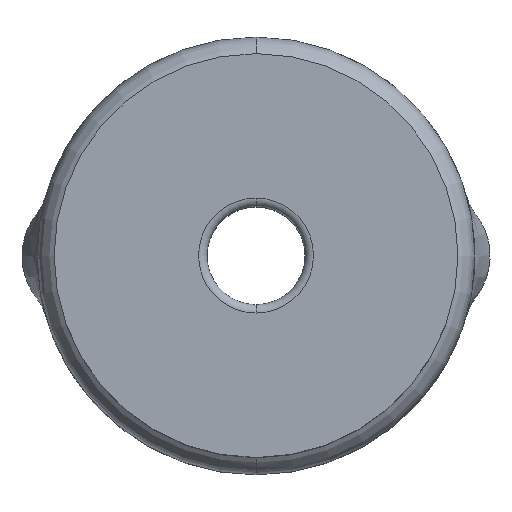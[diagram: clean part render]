
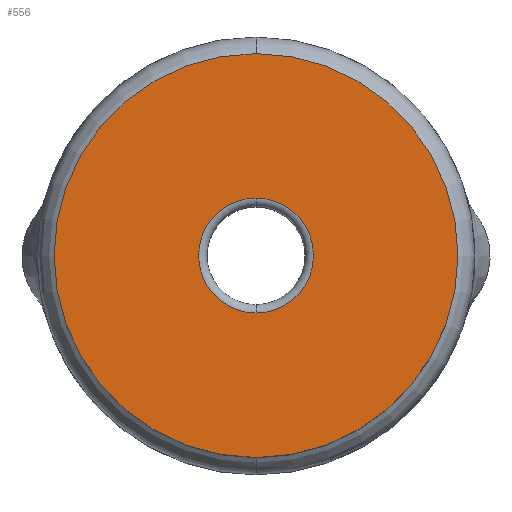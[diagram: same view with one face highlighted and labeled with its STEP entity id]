
A CAD part, top view. The second image highlights one B-rep face of the part: STEP entity #556.
In plain terms, the highlighted planar face has unit normal (0, 0, 1).
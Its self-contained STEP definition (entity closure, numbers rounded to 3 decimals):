
#149 = EDGE_CURVE('',#150,#152,#154,.T.);
#150 = VERTEX_POINT('',#151);
#151 = CARTESIAN_POINT('',(0.,3.4,15.6));
#152 = VERTEX_POINT('',#153);
#153 = CARTESIAN_POINT('',(0.,-3.4,15.6));
#154 = CIRCLE('',#155,3.4);
#155 = AXIS2_PLACEMENT_3D('',#156,#157,#158);
#156 = CARTESIAN_POINT('',(0.,0.,15.6)
  );
#157 = DIRECTION('',(0.,0.,-1.));
#158 = DIRECTION('',(0.,-1.,0.));
#528 = EDGE_CURVE('',#529,#531,#533,.T.);
#529 = VERTEX_POINT('',#530);
#530 = CARTESIAN_POINT('',(0.,11.95,15.6));
#531 = VERTEX_POINT('',#532);
#532 = CARTESIAN_POINT('',(0.,-11.95,15.6));
#533 = CIRCLE('',#534,11.95);
#534 = AXIS2_PLACEMENT_3D('',#535,#536,#537);
#535 = CARTESIAN_POINT('',(0.,0.,15.6)
  );
#536 = DIRECTION('',(0.,0.,-1.));
#537 = DIRECTION('',(0.,1.,0.));
#556 = ADVANCED_FACE('',(#557,#567),#577,.T.);
#557 = FACE_BOUND('',#558,.T.);
#558 = EDGE_LOOP('',(#559,#566));
#559 = ORIENTED_EDGE('',*,*,#560,.T.);
#560 = EDGE_CURVE('',#152,#150,#561,.T.);
#561 = CIRCLE('',#562,3.4);
#562 = AXIS2_PLACEMENT_3D('',#563,#564,#565);
#563 = CARTESIAN_POINT('',(0.,0.,15.6)
  );
#564 = DIRECTION('',(0.,0.,-1.));
#565 = DIRECTION('',(0.,-1.,0.));
#566 = ORIENTED_EDGE('',*,*,#149,.T.);
#567 = FACE_BOUND('',#568,.T.);
#568 = EDGE_LOOP('',(#569,#570));
#569 = ORIENTED_EDGE('',*,*,#528,.F.);
#570 = ORIENTED_EDGE('',*,*,#571,.F.);
#571 = EDGE_CURVE('',#531,#529,#572,.T.);
#572 = CIRCLE('',#573,11.95);
#573 = AXIS2_PLACEMENT_3D('',#574,#575,#576);
#574 = CARTESIAN_POINT('',(0.,0.,15.6)
  );
#575 = DIRECTION('',(0.,0.,-1.));
#576 = DIRECTION('',(0.,1.,0.));
#577 = PLANE('',#578);
#578 = AXIS2_PLACEMENT_3D('',#579,#580,#581);
#579 = CARTESIAN_POINT('',(11.95,0.,15.6));
#580 = DIRECTION('',(0.,0.,1.));
#581 = DIRECTION('',(0.,-1.,0.));
